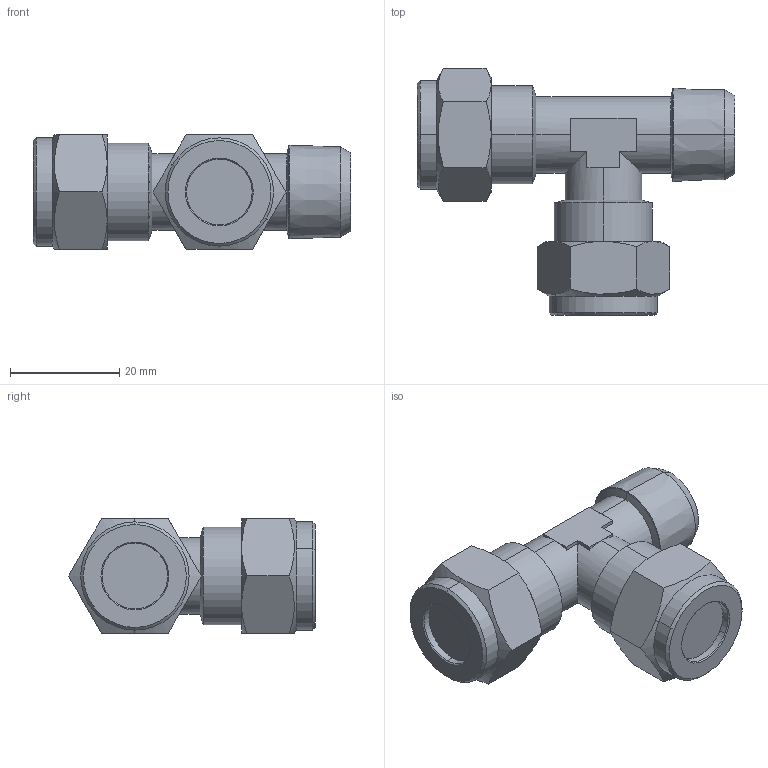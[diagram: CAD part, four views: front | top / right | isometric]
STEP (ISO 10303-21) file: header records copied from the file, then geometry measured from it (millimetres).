
FILE_DESCRIPTION (( 'STEP AP214' ), '1' );
FILE_NAME ('1023000009.step', '2013-02-25T17:12:33', ( '' ), ( '' ), 'SwSTEP 2.0', 'SolidWorks 2012', '' );
FILE_SCHEMA (( 'AUTOMOTIVE_DESIGN' ));
Length unit declared in the file: millimetre
Products named in the file (1): 1023000009
Bounding box: 58 x 45.12 x 21 mm (x, y, z)
Volume: 20407 mm3; surface area: 6162.2 mm2
Topology: 1 solids, 3 shells, 112 faces, 243 edges, 142 vertices
Faces by surface type: plane 46, cone 38, cylinder 24, torus 4
Entity records: 3249 total; most frequent: CARTESIAN_POINT 813, DIRECTION 513, ORIENTED_EDGE 486, EDGE_CURVE 243, AXIS2_PLACEMENT_3D 202, VERTEX_POINT 142, EDGE_LOOP 117, ADVANCED_FACE 112
